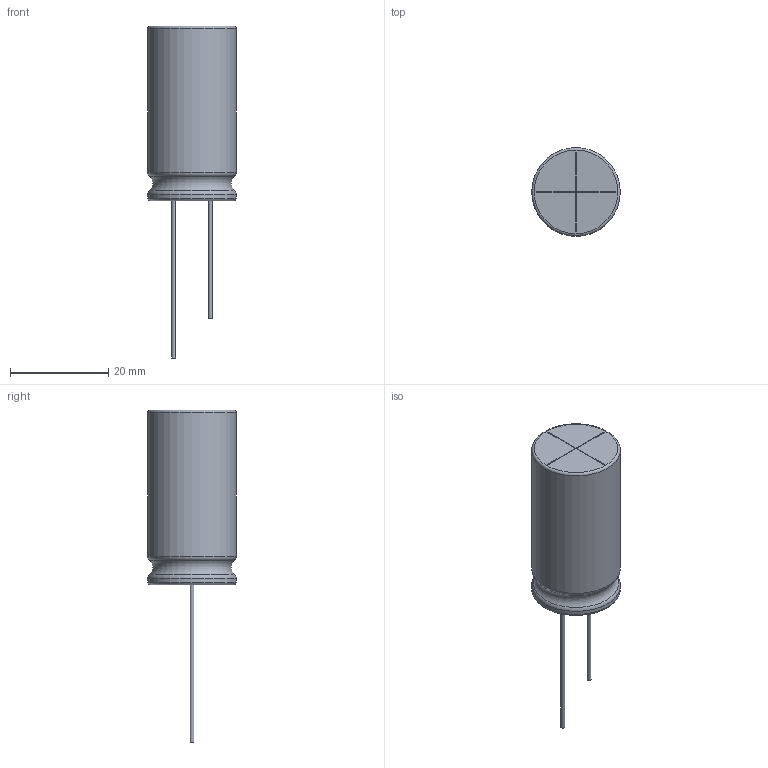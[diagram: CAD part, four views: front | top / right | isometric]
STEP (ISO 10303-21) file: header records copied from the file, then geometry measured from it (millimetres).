
FILE_DESCRIPTION(('FreeCAD Model'),'2;1');
FILE_NAME('cap_el_18x36-7_5.step','2020-10-07T19:46:49',('Author'),(''), 'Open CASCADE STEP processor 7.4','FreeCAD','Unknown');
FILE_SCHEMA(('AUTOMOTIVE_DESIGN { 1 0 10303 214 1 1 1 1 }'));
Length unit declared in the file: millimetre
Products named in the file (4): ELKO_CONFIGURABLE; Pin_Anode; Pin_Kathode; Body
Assembly tree (3 placements, depth 2):
  ELKO_CONFIGURABLE
    Pin_Anode
    Pin_Kathode
    Body
Bounding box: 18 x 18 x 67.5 mm (x, y, z)
Volume: 8918.2 mm3; surface area: 2662.4 mm2
Topology: 3 solids, 3 shells, 28 faces, 57 edges, 36 vertices
Faces by surface type: plane 19, torus 5, cylinder 4
Full cylindrical faces by diameter (mm): 0.8 x2, 18 x2
Entity records: 1567 total; most frequent: DIRECTION 251, CARTESIAN_POINT 245, LINE 148, VECTOR 148, ORIENTED_EDGE 114, PCURVE 114, DEFINITIONAL_REPRESENTATION 114, EDGE_CURVE 57
